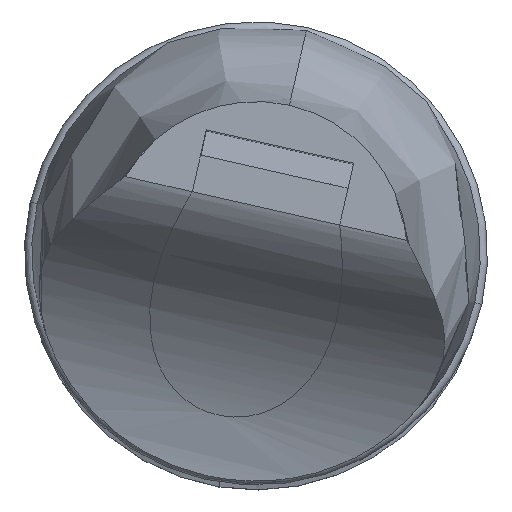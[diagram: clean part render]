
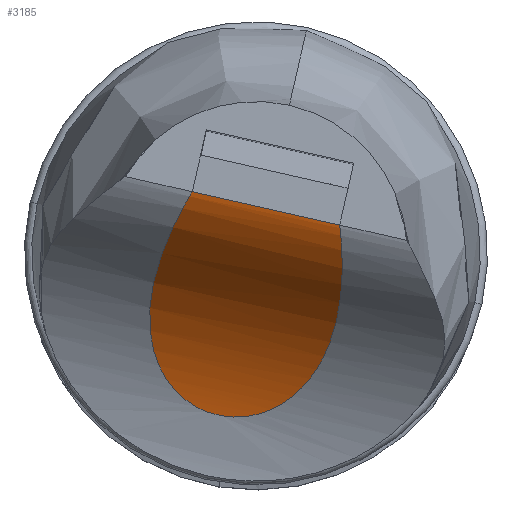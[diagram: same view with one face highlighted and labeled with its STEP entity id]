
A CAD part, top view. The second image highlights one B-rep face of the part: STEP entity #3185.
In plain terms, the highlighted cylindrical face has radius 20.114 mm (diameter 40.229 mm), a partial arc.
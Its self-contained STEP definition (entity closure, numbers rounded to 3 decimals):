
#150 = CARTESIAN_POINT ( 'NONE',  ( -2.873, -10.272, -18.504 ) ) ;
#203 = CARTESIAN_POINT ( 'NONE',  ( 6.183, -2.757, -13.691 ) ) ;
#251 = CARTESIAN_POINT ( 'NONE',  ( -2.355, -10.539, -18.598 ) ) ;
#293 = CARTESIAN_POINT ( 'NONE',  ( 2.995, -10.081, -18.434 ) ) ;
#338 = CARTESIAN_POINT ( 'NONE',  ( -0.358, -11.016, -18.756 ) ) ;
#774 = B_SPLINE_CURVE_WITH_KNOTS ( 'NONE', 3,
 ( #9106, #7813, #2805, #1509, #2112, #4912, #1426, #5786, #2347, #7316, #5142, #3786, #7263, #3186, #2983, #6621, #7357, #1604, #3132, #2445, #5977, #4410, #4589, #3832, #8787, #998, #1042, #5922, #6580, #6484, #150, #251, #2493, #6668, #5096, #1648, #338, #3872, #8597, #1747, #5234, #3086, #5182, #8688, #293, #5278, #8092, #1787, #855, #3686, #8733, #2301, #7909, #7216, #894, #3730, #6526, #8050, #949, #203, #4550, #4507, #3039, #5839, #8642, #7949, #4452, #5884, #2388, #7997, #1702, #6059, #1177, #1135 ),
 .UNSPECIFIED., .F., .F.,
 ( 4, 2, 2, 2, 2, 2, 2, 2, 2, 2, 2, 2, 2, 2, 2, 2, 2, 2, 2, 2, 2, 2, 2, 2, 2, 2, 2, 2, 2, 2, 2, 2, 2, 2, 2, 2, 4 ),
 ( 0., 0.004, 0.005, 0.007, 0.011, 0.012, 0.014, 0.018, 0.018, 0.019, 0.02, 0.021, 0.023, 0.024, 0.025, 0.025, 0.026, 0.027, 0.028, 0.029, 0.03, 0.031, 0.032, 0.032, 0.033, 0.034, 0.035, 0.037, 0.039, 0.04, 0.042, 0.046, 0.047, 0.049, 0.053, 0.054, 0.056 ),
 .UNSPECIFIED. ) ;
#855 = CARTESIAN_POINT ( 'NONE',  ( 4.281, -8.95, -17.973 ) ) ;
#856 = DIRECTION ( 'NONE',  ( 1., 0., 0. ) ) ;
#894 = CARTESIAN_POINT ( 'NONE',  ( 5.707, -6.391, -16.617 ) ) ;
#949 = CARTESIAN_POINT ( 'NONE',  ( 6.178, -3.607, -14.507 ) ) ;
#998 = CARTESIAN_POINT ( 'NONE',  ( -4.397, -8.976, -17.985 ) ) ;
#1042 = CARTESIAN_POINT ( 'NONE',  ( -4.209, -9.19, -18.078 ) ) ;
#1135 = CARTESIAN_POINT ( 'NONE',  ( 5., 3., 0. ) ) ;
#1177 = CARTESIAN_POINT ( 'NONE',  ( 5.004, 2.988, -0.591 ) ) ;
#1213 = ORIENTED_EDGE ( 'NONE', *, *, #3000, .T. ) ;
#1380 = AXIS2_PLACEMENT_3D ( 'NONE', #5813, #7886, #3064 ) ;
#1426 = CARTESIAN_POINT ( 'NONE',  ( -5.366, 1.857, -6.308 ) ) ;
#1509 = CARTESIAN_POINT ( 'NONE',  ( -5.164, 2.509, -4.06 ) ) ;
#1604 = CARTESIAN_POINT ( 'NONE',  ( -5.99, -5.433, -15.967 ) ) ;
#1648 = CARTESIAN_POINT ( 'NONE',  ( -0.652, -10.995, -18.749 ) ) ;
#1702 = CARTESIAN_POINT ( 'NONE',  ( 5.063, 2.822, -2.354 ) ) ;
#1747 = CARTESIAN_POINT ( 'NONE',  ( 1.115, -10.884, -18.714 ) ) ;
#1787 = CARTESIAN_POINT ( 'NONE',  ( 4.093, -9.158, -18.064 ) ) ;
#2112 = CARTESIAN_POINT ( 'NONE',  ( -5.208, 2.372, -4.626 ) ) ;
#2301 = CARTESIAN_POINT ( 'NONE',  ( 5.072, -7.821, -17.43 ) ) ;
#2347 = CARTESIAN_POINT ( 'NONE',  ( -5.681, 0.709, -8.99 ) ) ;
#2388 = CARTESIAN_POINT ( 'NONE',  ( 5.21, 2.389, -4.661 ) ) ;
#2406 = VERTEX_POINT ( 'NONE', #6324 ) ;
#2445 = CARTESIAN_POINT ( 'NONE',  ( -5.825, -6.15, -16.455 ) ) ;
#2493 = CARTESIAN_POINT ( 'NONE',  ( -2.086, -10.652, -18.637 ) ) ;
#2805 = CARTESIAN_POINT ( 'NONE',  ( -5.053, 2.848, -2.346 ) ) ;
#2983 = CARTESIAN_POINT ( 'NONE',  ( -6.214, -3.578, -14.516 ) ) ;
#3000 = EDGE_CURVE ( 'NONE', #4253, #2406, #774, .T. ) ;
#3039 = CARTESIAN_POINT ( 'NONE',  ( 5.954, -0.505, -10.998 ) ) ;
#3064 = DIRECTION ( 'NONE',  ( 0., 0., -1. ) ) ;
#3086 = CARTESIAN_POINT ( 'NONE',  ( 1.957, -10.622, -18.627 ) ) ;
#3122 = CARTESIAN_POINT ( 'NONE',  ( -5., 3., 0. ) ) ;
#3132 = CARTESIAN_POINT ( 'NONE',  ( -5.942, -5.671, -16.134 ) ) ;
#3185 = ADVANCED_FACE ( 'NONE', ( #7752 ), #3573, .F. ) ;
#3186 = CARTESIAN_POINT ( 'NONE',  ( -6.19, -2.734, -13.704 ) ) ;
#3573 = CYLINDRICAL_SURFACE ( 'NONE', #1380, 20.114 ) ;
#3686 = CARTESIAN_POINT ( 'NONE',  ( 4.627, -8.514, -17.774 ) ) ;
#3730 = CARTESIAN_POINT ( 'NONE',  ( 5.964, -5.427, -15.971 ) ) ;
#3786 = CARTESIAN_POINT ( 'NONE',  ( -6.038, -1.205, -11.915 ) ) ;
#3832 = CARTESIAN_POINT ( 'NONE',  ( -5.175, -7.844, -17.449 ) ) ;
#3872 = CARTESIAN_POINT ( 'NONE',  ( 0.232, -11.011, -18.754 ) ) ;
#4253 = VERTEX_POINT ( 'NONE', #3122 ) ;
#4410 = CARTESIAN_POINT ( 'NONE',  ( -5.594, -6.875, -16.905 ) ) ;
#4452 = CARTESIAN_POINT ( 'NONE',  ( 5.502, 1.433, -7.404 ) ) ;
#4507 = CARTESIAN_POINT ( 'NONE',  ( 6.069, -1.19, -11.937 ) ) ;
#4550 = CARTESIAN_POINT ( 'NONE',  ( 6.165, -2.347, -13.262 ) ) ;
#4589 = CARTESIAN_POINT ( 'NONE',  ( -5.5, -7.119, -17.047 ) ) ;
#4912 = CARTESIAN_POINT ( 'NONE',  ( -5.309, 2.046, -5.749 ) ) ;
#5096 = CARTESIAN_POINT ( 'NONE',  ( -1.238, -10.904, -18.72 ) ) ;
#5142 = CARTESIAN_POINT ( 'NONE',  ( -5.93, -0.515, -10.968 ) ) ;
#5182 = CARTESIAN_POINT ( 'NONE',  ( 2.23, -10.505, -18.587 ) ) ;
#5234 = CARTESIAN_POINT ( 'NONE',  ( 1.4, -10.811, -18.69 ) ) ;
#5278 = CARTESIAN_POINT ( 'NONE',  ( 3.461, -9.742, -18.304 ) ) ;
#5741 = CARTESIAN_POINT ( 'NONE',  ( -20., 3., 0. ) ) ;
#5786 = CARTESIAN_POINT ( 'NONE',  ( -5.547, 1.222, -7.948 ) ) ;
#5813 = CARTESIAN_POINT ( 'NONE',  ( -20., -17.11, 0.413 ) ) ;
#5839 = CARTESIAN_POINT ( 'NONE',  ( 5.765, 0.399, -9.505 ) ) ;
#5884 = CARTESIAN_POINT ( 'NONE',  ( 5.318, 2.064, -5.776 ) ) ;
#5922 = CARTESIAN_POINT ( 'NONE',  ( -3.806, -9.589, -18.243 ) ) ;
#5971 = EDGE_LOOP ( 'NONE', ( #7956, #1213 ) ) ;
#5977 = CARTESIAN_POINT ( 'NONE',  ( -5.757, -6.391, -16.609 ) ) ;
#6059 = CARTESIAN_POINT ( 'NONE',  ( 5.018, 2.95, -1.18 ) ) ;
#6324 = CARTESIAN_POINT ( 'NONE',  ( 5., 3., 0. ) ) ;
#6484 = CARTESIAN_POINT ( 'NONE',  ( -3.124, -10.115, -18.447 ) ) ;
#6526 = CARTESIAN_POINT ( 'NONE',  ( 6.048, -4.958, -15.626 ) ) ;
#6580 = CARTESIAN_POINT ( 'NONE',  ( -3.59, -9.775, -18.317 ) ) ;
#6621 = CARTESIAN_POINT ( 'NONE',  ( -6.099, -4.727, -15.44 ) ) ;
#6668 = CARTESIAN_POINT ( 'NONE',  ( -1.529, -10.834, -18.697 ) ) ;
#7216 = CARTESIAN_POINT ( 'NONE',  ( 5.537, -6.873, -16.91 ) ) ;
#7217 = LINE ( 'NONE', #5741, #9059 ) ;
#7263 = CARTESIAN_POINT ( 'NONE',  ( -6.086, -1.575, -12.377 ) ) ;
#7316 = CARTESIAN_POINT ( 'NONE',  ( -5.87, -0.192, -10.482 ) ) ;
#7357 = CARTESIAN_POINT ( 'NONE',  ( -6.068, -4.961, -15.621 ) ) ;
#7752 = FACE_OUTER_BOUND ( 'NONE', #5971, .T. ) ;
#7813 = CARTESIAN_POINT ( 'NONE',  ( -5.008, 2.976, -1.184 ) ) ;
#7886 = DIRECTION ( 'NONE',  ( 1., 0., 0. ) ) ;
#7909 = CARTESIAN_POINT ( 'NONE',  ( 5.198, -7.585, -17.305 ) ) ;
#7949 = CARTESIAN_POINT ( 'NONE',  ( 5.567, 1.198, -7.938 ) ) ;
#7956 = ORIENTED_EDGE ( 'NONE', *, *, #8830, .F. ) ;
#7997 = CARTESIAN_POINT ( 'NONE',  ( 5.094, 2.732, -2.938 ) ) ;
#8050 = CARTESIAN_POINT ( 'NONE',  ( 6.155, -4.048, -14.894 ) ) ;
#8092 = CARTESIAN_POINT ( 'NONE',  ( 3.683, -9.555, -18.23 ) ) ;
#8597 = CARTESIAN_POINT ( 'NONE',  ( 0.531, -10.984, -18.746 ) ) ;
#8642 = CARTESIAN_POINT ( 'NONE',  ( 5.699, 0.68, -8.992 ) ) ;
#8688 = CARTESIAN_POINT ( 'NONE',  ( 2.749, -10.234, -18.49 ) ) ;
#8733 = CARTESIAN_POINT ( 'NONE',  ( 4.785, -8.287, -17.665 ) ) ;
#8787 = CARTESIAN_POINT ( 'NONE',  ( -4.906, -8.313, -17.682 ) ) ;
#8830 = EDGE_CURVE ( 'NONE', #4253, #2406, #7217, .T. ) ;
#9059 = VECTOR ( 'NONE', #856, 1000. ) ;
#9106 = CARTESIAN_POINT ( 'NONE',  ( -5., 3., 0. ) ) ;
